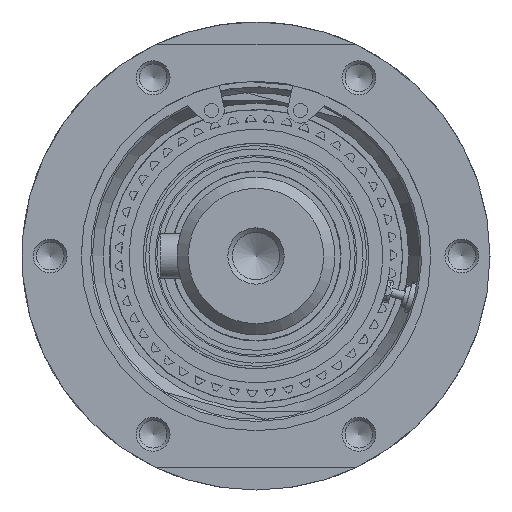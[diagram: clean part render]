
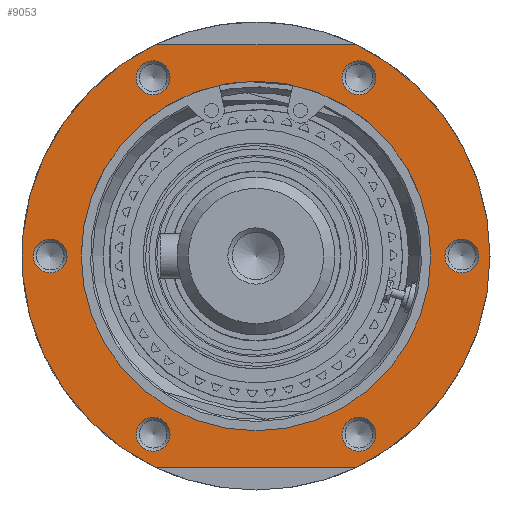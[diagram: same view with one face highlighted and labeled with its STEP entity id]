
A CAD part, left-side view. The second image highlights one B-rep face of the part: STEP entity #9053.
In plain terms, the highlighted planar face has unit normal (-1, 0, 0).
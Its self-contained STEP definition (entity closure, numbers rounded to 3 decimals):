
#334=FACE_BOUND('',#2171,.T.);
#335=FACE_BOUND('',#2172,.T.);
#336=FACE_BOUND('',#2173,.T.);
#337=FACE_BOUND('',#2174,.T.);
#338=FACE_BOUND('',#2175,.T.);
#339=FACE_BOUND('',#2176,.T.);
#340=FACE_BOUND('',#2177,.T.);
#396=PLANE('',#9795);
#977=CIRCLE('',#9788,41.5);
#978=CIRCLE('',#9789,41.5);
#979=CIRCLE('',#9790,41.5);
#980=CIRCLE('',#9792,3.);
#983=CIRCLE('',#9796,3.);
#984=CIRCLE('',#9797,3.);
#985=CIRCLE('',#9798,3.);
#986=CIRCLE('',#9799,31.);
#987=CIRCLE('',#9800,31.);
#988=CIRCLE('',#9801,3.);
#989=CIRCLE('',#9802,3.);
#1583=FACE_OUTER_BOUND('',#2170,.T.);
#2170=EDGE_LOOP('',(#6322,#6323,#6324,#6325,#6326));
#2171=EDGE_LOOP('',(#6327));
#2172=EDGE_LOOP('',(#6328));
#2173=EDGE_LOOP('',(#6329));
#2174=EDGE_LOOP('',(#6330,#6331));
#2175=EDGE_LOOP('',(#6332));
#2176=EDGE_LOOP('',(#6333));
#2177=EDGE_LOOP('',(#6334));
#3119=LINE('',#14205,#3473);
#3123=LINE('',#14216,#3477);
#3473=VECTOR('',#11169,10.);
#3477=VECTOR('',#11179,10.);
#3881=VERTEX_POINT('',#14202);
#3882=VERTEX_POINT('',#14204);
#3885=VERTEX_POINT('',#14213);
#3886=VERTEX_POINT('',#14215);
#3889=VERTEX_POINT('',#14223);
#3890=VERTEX_POINT('',#14229);
#3893=VERTEX_POINT('',#14237);
#3894=VERTEX_POINT('',#14239);
#3895=VERTEX_POINT('',#14241);
#3896=VERTEX_POINT('',#14243);
#3897=VERTEX_POINT('',#14244);
#3898=VERTEX_POINT('',#14247);
#3899=VERTEX_POINT('',#14249);
#4842=EDGE_CURVE('',#3882,#3881,#3119,.T.);
#4847=EDGE_CURVE('',#3886,#3885,#3123,.T.);
#4852=EDGE_CURVE('',#3889,#3881,#977,.T.);
#4853=EDGE_CURVE('',#3882,#3885,#978,.T.);
#4854=EDGE_CURVE('',#3886,#3889,#979,.T.);
#4855=EDGE_CURVE('',#3890,#3890,#980,.T.);
#4859=EDGE_CURVE('',#3893,#3893,#983,.T.);
#4860=EDGE_CURVE('',#3894,#3894,#984,.T.);
#4861=EDGE_CURVE('',#3895,#3895,#985,.T.);
#4862=EDGE_CURVE('',#3896,#3897,#986,.T.);
#4863=EDGE_CURVE('',#3897,#3896,#987,.T.);
#4864=EDGE_CURVE('',#3898,#3898,#988,.T.);
#4865=EDGE_CURVE('',#3899,#3899,#989,.T.);
#6322=ORIENTED_EDGE('',*,*,#4842,.T.);
#6323=ORIENTED_EDGE('',*,*,#4852,.F.);
#6324=ORIENTED_EDGE('',*,*,#4854,.F.);
#6325=ORIENTED_EDGE('',*,*,#4847,.T.);
#6326=ORIENTED_EDGE('',*,*,#4853,.F.);
#6327=ORIENTED_EDGE('',*,*,#4859,.F.);
#6328=ORIENTED_EDGE('',*,*,#4860,.F.);
#6329=ORIENTED_EDGE('',*,*,#4861,.F.);
#6330=ORIENTED_EDGE('',*,*,#4862,.T.);
#6331=ORIENTED_EDGE('',*,*,#4863,.T.);
#6332=ORIENTED_EDGE('',*,*,#4864,.F.);
#6333=ORIENTED_EDGE('',*,*,#4865,.F.);
#6334=ORIENTED_EDGE('',*,*,#4855,.F.);
#9053=ADVANCED_FACE('',(#1583,#334,#335,#336,#337,#338,#339,#340),#396,
 .T.);
#9788=AXIS2_PLACEMENT_3D('',#14225,#11188,#11189);
#9789=AXIS2_PLACEMENT_3D('',#14226,#11190,#11191);
#9790=AXIS2_PLACEMENT_3D('',#14227,#11192,#11193);
#9792=AXIS2_PLACEMENT_3D('',#14230,#11196,#11197);
#9795=AXIS2_PLACEMENT_3D('',#14236,#11203,#11204);
#9796=AXIS2_PLACEMENT_3D('',#14238,#11205,#11206);
#9797=AXIS2_PLACEMENT_3D('',#14240,#11207,#11208);
#9798=AXIS2_PLACEMENT_3D('',#14242,#11209,#11210);
#9799=AXIS2_PLACEMENT_3D('',#14245,#11211,#11212);
#9800=AXIS2_PLACEMENT_3D('',#14246,#11213,#11214);
#9801=AXIS2_PLACEMENT_3D('',#14248,#11215,#11216);
#9802=AXIS2_PLACEMENT_3D('',#14250,#11217,#11218);
#11169=DIRECTION('',(0.,-1.,0.));
#11179=DIRECTION('',(0.,1.,0.));
#11188=DIRECTION('center_axis',(1.,0.,0.));
#11189=DIRECTION('ref_axis',(0.,1.,0.));
#11190=DIRECTION('center_axis',(1.,0.,0.));
#11191=DIRECTION('ref_axis',(0.,1.,0.));
#11192=DIRECTION('center_axis',(1.,0.,0.));
#11193=DIRECTION('ref_axis',(0.,1.,0.));
#11196=DIRECTION('center_axis',(-1.,0.,0.));
#11197=DIRECTION('ref_axis',(0.,0.866,0.5));
#11203=DIRECTION('center_axis',(-1.,0.,0.));
#11204=DIRECTION('ref_axis',(0.,0.,1.));
#11205=DIRECTION('center_axis',(-1.,0.,0.));
#11206=DIRECTION('ref_axis',(0.,0.,
1.));
#11207=DIRECTION('center_axis',(-1.,0.,0.));
#11208=DIRECTION('ref_axis',(0.,-0.866,0.5));
#11209=DIRECTION('center_axis',(-1.,0.,0.));
#11210=DIRECTION('ref_axis',(0.,-0.866,-0.5));
#11211=DIRECTION('center_axis',(1.,0.,0.));
#11212=DIRECTION('ref_axis',(0.,1.,0.));
#11213=DIRECTION('center_axis',(1.,0.,0.));
#11214=DIRECTION('ref_axis',(0.,1.,0.));
#11215=DIRECTION('center_axis',(-1.,0.,0.));
#11216=DIRECTION('ref_axis',(0.,0.,-1.));
#11217=DIRECTION('center_axis',(-1.,0.,0.));
#11218=DIRECTION('ref_axis',(0.,0.866,-0.5));
#14202=CARTESIAN_POINT('',(-225.,-17.776,-37.5));
#14204=CARTESIAN_POINT('',(-225.,17.776,-37.5));
#14205=CARTESIAN_POINT('',(-225.,4.214,-37.5));
#14213=CARTESIAN_POINT('',(-225.,17.776,37.5));
#14215=CARTESIAN_POINT('',(-225.,-17.776,37.5));
#14216=CARTESIAN_POINT('',(-225.,32.036,37.5));
#14223=CARTESIAN_POINT('',(-225.,-41.5,0.));
#14225=CARTESIAN_POINT('Origin',(-225.,0.,0.));
#14226=CARTESIAN_POINT('Origin',(-225.,0.,0.));
#14227=CARTESIAN_POINT('Origin',(-225.,0.,0.));
#14229=CARTESIAN_POINT('',(-225.,-20.848,30.11));
#14230=CARTESIAN_POINT('Origin',(-225.,-18.25,31.61));
#14236=CARTESIAN_POINT('Origin',(-225.,36.25,0.));
#14237=CARTESIAN_POINT('',(-225.,-36.5,-3.));
#14238=CARTESIAN_POINT('Origin',(-225.,-36.5,0.));
#14239=CARTESIAN_POINT('',(-225.,-15.652,-33.11));
#14240=CARTESIAN_POINT('Origin',(-225.,-18.25,-31.61));
#14241=CARTESIAN_POINT('',(-225.,20.848,-30.11));
#14242=CARTESIAN_POINT('Origin',(-225.,18.25,-31.61));
#14243=CARTESIAN_POINT('',(-225.,31.,0.));
#14244=CARTESIAN_POINT('',(-225.,-31.,0.));
#14245=CARTESIAN_POINT('Origin',(-225.,0.,0.));
#14246=CARTESIAN_POINT('Origin',(-225.,0.,0.));
#14247=CARTESIAN_POINT('',(-225.,36.5,3.));
#14248=CARTESIAN_POINT('Origin',(-225.,36.5,0.));
#14249=CARTESIAN_POINT('',(-225.,15.652,33.11));
#14250=CARTESIAN_POINT('Origin',(-225.,18.25,31.61));
